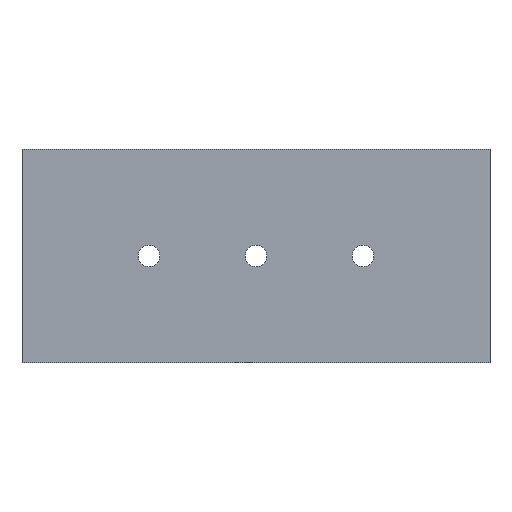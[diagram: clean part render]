
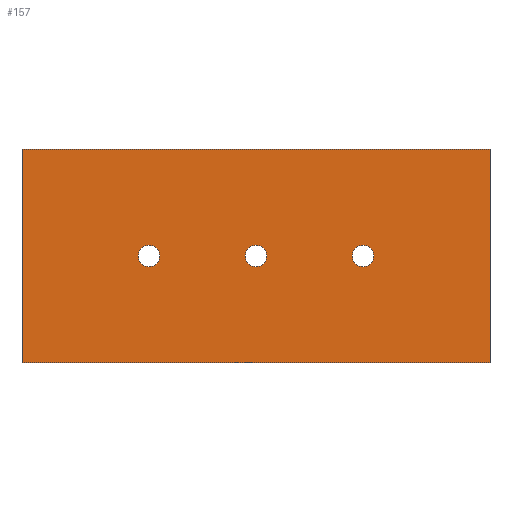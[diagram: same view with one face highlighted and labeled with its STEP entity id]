
A CAD part, front view. The second image highlights one B-rep face of the part: STEP entity #157.
In plain terms, the highlighted planar face has unit normal (0, -1, 0).
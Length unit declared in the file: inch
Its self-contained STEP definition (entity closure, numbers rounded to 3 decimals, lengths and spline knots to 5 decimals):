
#1 = VECTOR ( 'NONE', #267, 39.37008 ) ;
#4 = AXIS2_PLACEMENT_3D ( 'NONE', #60, #748, #690 ) ;
#5 = CIRCLE ( 'NONE', #358, 0.1005 ) ;
#11 = FACE_BOUND ( 'NONE', #141, .T. ) ;
#18 = LINE ( 'NONE', #710, #258 ) ;
#29 = AXIS2_PLACEMENT_3D ( 'NONE', #123, #126, #365 ) ;
#30 = ORIENTED_EDGE ( 'NONE', *, *, #311, .T. ) ;
#37 = CARTESIAN_POINT ( 'NONE',  ( -1.1875, 0., 1. ) ) ;
#38 = ORIENTED_EDGE ( 'NONE', *, *, #250, .T. ) ;
#44 = CARTESIAN_POINT ( 'NONE',  ( -1.1875, 0., 1.1005 ) ) ;
#55 = EDGE_CURVE ( 'NONE', #202, #289, #684, .T. ) ;
#57 = DIRECTION ( 'NONE',  ( 0., 0., 1. ) ) ;
#60 = CARTESIAN_POINT ( 'NONE',  ( -3.1875, 0., 1. ) ) ;
#66 = CIRCLE ( 'NONE', #4, 0.1005 ) ;
#83 = DIRECTION ( 'NONE',  ( 0., 0., 1. ) ) ;
#101 = VERTEX_POINT ( 'NONE', #146 ) ;
#106 = EDGE_LOOP ( 'NONE', ( #276, #38 ) ) ;
#123 = CARTESIAN_POINT ( 'NONE',  ( 0., 0., 0. ) ) ;
#126 = DIRECTION ( 'NONE',  ( 0., 1., 0. ) ) ;
#127 = ORIENTED_EDGE ( 'NONE', *, *, #604, .T. ) ;
#131 = EDGE_CURVE ( 'NONE', #202, #256, #18, .T. ) ;
#141 = EDGE_LOOP ( 'NONE', ( #666, #595 ) ) ;
#146 = CARTESIAN_POINT ( 'NONE',  ( -3.1875, 0., 1.1005 ) ) ;
#156 = VERTEX_POINT ( 'NONE', #703 ) ;
#157 = ADVANCED_FACE ( 'NONE', ( #653, #11, #541, #257 ), #183, .F. ) ;
#168 = DIRECTION ( 'NONE',  ( -1., 0., 0. ) ) ;
#170 = EDGE_CURVE ( 'NONE', #494, #564, #187, .T. ) ;
#180 = DIRECTION ( 'NONE',  ( 0., 0., 1. ) ) ;
#183 = PLANE ( 'NONE',  #29 ) ;
#184 = CIRCLE ( 'NONE', #367, 0.1005 ) ;
#187 = CIRCLE ( 'NONE', #505, 0.1005 ) ;
#202 = VERTEX_POINT ( 'NONE', #468 ) ;
#208 = CARTESIAN_POINT ( 'NONE',  ( 0., 0., 2. ) ) ;
#221 = CARTESIAN_POINT ( 'NONE',  ( -1.1875, 0., 0.8995 ) ) ;
#250 = EDGE_CURVE ( 'NONE', #564, #494, #5, .T. ) ;
#256 = VERTEX_POINT ( 'NONE', #208 ) ;
#257 = FACE_OUTER_BOUND ( 'NONE', #705, .T. ) ;
#258 = VECTOR ( 'NONE', #476, 39.37008 ) ;
#267 = DIRECTION ( 'NONE',  ( -1., 0., 0. ) ) ;
#271 = VERTEX_POINT ( 'NONE', #44 ) ;
#276 = ORIENTED_EDGE ( 'NONE', *, *, #170, .T. ) ;
#279 = CIRCLE ( 'NONE', #551, 0.1005 ) ;
#284 = LINE ( 'NONE', #454, #570 ) ;
#289 = VERTEX_POINT ( 'NONE', #458 ) ;
#301 = EDGE_CURVE ( 'NONE', #256, #730, #284, .T. ) ;
#303 = CARTESIAN_POINT ( 'NONE',  ( -2.1875, 0., 1. ) ) ;
#304 = CIRCLE ( 'NONE', #692, 0.1005 ) ;
#311 = EDGE_CURVE ( 'NONE', #430, #271, #304, .T. ) ;
#316 = DIRECTION ( 'NONE',  ( 0., 1., 0. ) ) ;
#319 = ORIENTED_EDGE ( 'NONE', *, *, #648, .F. ) ;
#335 = ORIENTED_EDGE ( 'NONE', *, *, #131, .T. ) ;
#358 = AXIS2_PLACEMENT_3D ( 'NONE', #303, #529, #180 ) ;
#365 = DIRECTION ( 'NONE',  ( 0., 0., 1. ) ) ;
#366 = CARTESIAN_POINT ( 'NONE',  ( -3.1875, 0., 1. ) ) ;
#367 = AXIS2_PLACEMENT_3D ( 'NONE', #407, #733, #501 ) ;
#390 = CARTESIAN_POINT ( 'NONE',  ( -4.375, 0., 0. ) ) ;
#392 = DIRECTION ( 'NONE',  ( 0., 1., 0. ) ) ;
#407 = CARTESIAN_POINT ( 'NONE',  ( -1.1875, 0., 1. ) ) ;
#416 = CARTESIAN_POINT ( 'NONE',  ( -2.1875, 0., 1. ) ) ;
#429 = CARTESIAN_POINT ( 'NONE',  ( -2.1875, 0., 1.1005 ) ) ;
#430 = VERTEX_POINT ( 'NONE', #221 ) ;
#454 = CARTESIAN_POINT ( 'NONE',  ( 0., 0., 2. ) ) ;
#458 = CARTESIAN_POINT ( 'NONE',  ( -4.375, 0., 0. ) ) ;
#468 = CARTESIAN_POINT ( 'NONE',  ( 0., 0., 0. ) ) ;
#476 = DIRECTION ( 'NONE',  ( 0., 0., 1. ) ) ;
#494 = VERTEX_POINT ( 'NONE', #429 ) ;
#501 = DIRECTION ( 'NONE',  ( 0., 0., 1. ) ) ;
#503 = ORIENTED_EDGE ( 'NONE', *, *, #55, .F. ) ;
#505 = AXIS2_PLACEMENT_3D ( 'NONE', #416, #316, #594 ) ;
#507 = CARTESIAN_POINT ( 'NONE',  ( 0., 0., 0. ) ) ;
#508 = LINE ( 'NONE', #390, #527 ) ;
#527 = VECTOR ( 'NONE', #639, 39.37008 ) ;
#529 = DIRECTION ( 'NONE',  ( 0., 1., 0. ) ) ;
#541 = FACE_BOUND ( 'NONE', #106, .T. ) ;
#551 = AXIS2_PLACEMENT_3D ( 'NONE', #366, #602, #83 ) ;
#557 = EDGE_CURVE ( 'NONE', #101, #156, #279, .T. ) ;
#564 = VERTEX_POINT ( 'NONE', #614 ) ;
#570 = VECTOR ( 'NONE', #168, 39.37008 ) ;
#594 = DIRECTION ( 'NONE',  ( 0., 0., 1. ) ) ;
#595 = ORIENTED_EDGE ( 'NONE', *, *, #732, .T. ) ;
#602 = DIRECTION ( 'NONE',  ( 0., 1., 0. ) ) ;
#604 = EDGE_CURVE ( 'NONE', #271, #430, #184, .T. ) ;
#614 = CARTESIAN_POINT ( 'NONE',  ( -2.1875, 0., 0.8995 ) ) ;
#628 = CARTESIAN_POINT ( 'NONE',  ( -4.375, 0., 2. ) ) ;
#639 = DIRECTION ( 'NONE',  ( 0., 0., 1. ) ) ;
#648 = EDGE_CURVE ( 'NONE', #289, #730, #508, .T. ) ;
#653 = FACE_BOUND ( 'NONE', #655, .T. ) ;
#655 = EDGE_LOOP ( 'NONE', ( #127, #30 ) ) ;
#666 = ORIENTED_EDGE ( 'NONE', *, *, #557, .T. ) ;
#684 = LINE ( 'NONE', #507, #1 ) ;
#690 = DIRECTION ( 'NONE',  ( 0., 0., 1. ) ) ;
#692 = AXIS2_PLACEMENT_3D ( 'NONE', #37, #392, #57 ) ;
#703 = CARTESIAN_POINT ( 'NONE',  ( -3.1875, 0., 0.8995 ) ) ;
#705 = EDGE_LOOP ( 'NONE', ( #736, #319, #503, #335 ) ) ;
#710 = CARTESIAN_POINT ( 'NONE',  ( 0., 0., 0. ) ) ;
#730 = VERTEX_POINT ( 'NONE', #628 ) ;
#732 = EDGE_CURVE ( 'NONE', #156, #101, #66, .T. ) ;
#733 = DIRECTION ( 'NONE',  ( 0., 1., 0. ) ) ;
#736 = ORIENTED_EDGE ( 'NONE', *, *, #301, .T. ) ;
#748 = DIRECTION ( 'NONE',  ( 0., 1., 0. ) ) ;
